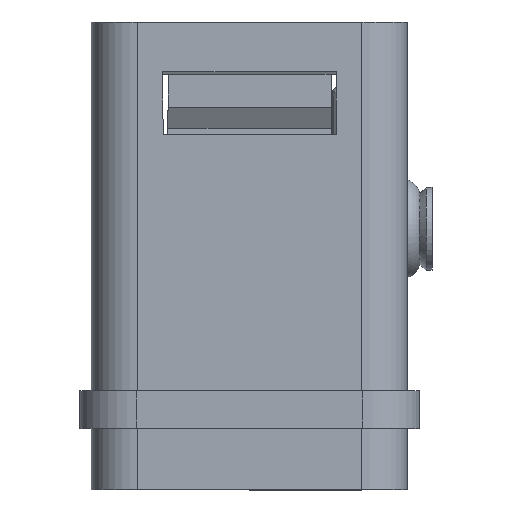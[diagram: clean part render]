
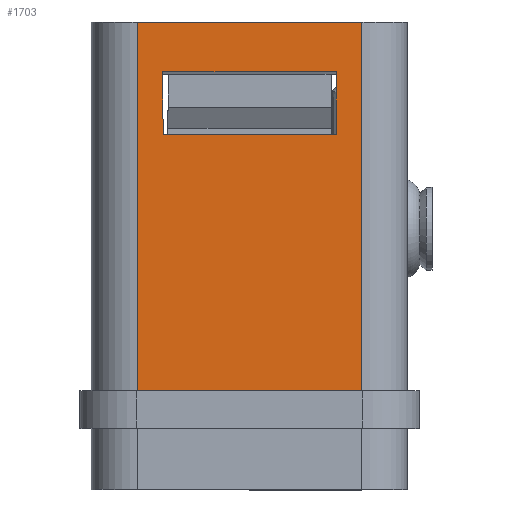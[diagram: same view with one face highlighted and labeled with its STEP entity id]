
A CAD part, top view. The second image highlights one B-rep face of the part: STEP entity #1703.
In plain terms, the highlighted planar face has unit normal (0, 0, 1).
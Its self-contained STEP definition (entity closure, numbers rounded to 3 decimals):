
#1703=ADVANCED_FACE('',(#6272,#6273),#2596,.T.);
#2596=PLANE('',#19608);
#3381=LINE('',#28814,#4623);
#3399=LINE('',#28913,#4641);
#3541=LINE('',#29438,#4783);
#3542=LINE('',#29444,#4784);
#3543=LINE('',#29446,#4785);
#3544=LINE('',#29448,#4786);
#4623=VECTOR('',#21415,1.);
#4641=VECTOR('',#21473,1.);
#4783=VECTOR('',#21841,1.);
#4784=VECTOR('',#21842,1.);
#4785=VECTOR('',#21843,1.);
#4786=VECTOR('',#21844,1.);
#6272=FACE_BOUND('',#6745,.T.);
#6273=FACE_BOUND('',#6746,.T.);
#6745=EDGE_LOOP('',(#9275,#9276,#9277,#9278));
#6746=EDGE_LOOP('',(#9279,#9280,#9281,#9282));
#9275=ORIENTED_EDGE('',*,*,#15977,.T.);
#9276=ORIENTED_EDGE('',*,*,#16221,.F.);
#9277=ORIENTED_EDGE('',*,*,#16223,.T.);
#9278=ORIENTED_EDGE('',*,*,#16224,.F.);
#9279=ORIENTED_EDGE('',*,*,#16012,.T.);
#9280=ORIENTED_EDGE('',*,*,#16225,.T.);
#9281=ORIENTED_EDGE('',*,*,#16226,.T.);
#9282=ORIENTED_EDGE('',*,*,#16227,.T.);
#13971=VERTEX_POINT('',#28805);
#13974=VERTEX_POINT('',#28813);
#14005=VERTEX_POINT('',#28912);
#14006=VERTEX_POINT('',#28914);
#14145=VERTEX_POINT('',#29431);
#14146=VERTEX_POINT('',#29439);
#14147=VERTEX_POINT('',#29445);
#14148=VERTEX_POINT('',#29447);
#15977=EDGE_CURVE('',#13971,#13974,#3381,.T.);
#16012=EDGE_CURVE('',#14006,#14005,#3399,.T.);
#16221=EDGE_CURVE('',#14145,#13974,#18273,.T.);
#16223=EDGE_CURVE('',#14145,#14146,#3541,.T.);
#16224=EDGE_CURVE('',#13971,#14146,#18274,.T.);
#16225=EDGE_CURVE('',#14005,#14147,#3542,.T.);
#16226=EDGE_CURVE('',#14147,#14148,#3543,.T.);
#16227=EDGE_CURVE('',#14148,#14006,#3544,.T.);
#18273=B_SPLINE_CURVE_WITH_KNOTS('',3,(#29432,#29433,#29434,#29435),
 .UNSPECIFIED.,.F.,.F.,(4,4),(0.,1.),.UNSPECIFIED.);
#18274=B_SPLINE_CURVE_WITH_KNOTS('',3,(#29440,#29441,#29442,#29443),
 .UNSPECIFIED.,.F.,.F.,(4,4),(0.,1.),.UNSPECIFIED.);
#19608=AXIS2_PLACEMENT_3D('',#29449,#21845,#21846);
#21415=DIRECTION('',(1.,0.,0.));
#21473=DIRECTION('',(0.,1.,0.));
#21841=DIRECTION('',(-1.,0.,0.));
#21842=DIRECTION('',(-1.,0.,0.));
#21843=DIRECTION('',(0.,-1.,0.));
#21844=DIRECTION('',(1.,0.,0.));
#21845=DIRECTION('',(0.,0.,1.));
#21846=DIRECTION('',(1.,0.,0.));
#28805=CARTESIAN_POINT('',(-5.764,27.701,10.5));
#28813=CARTESIAN_POINT('',(5.764,27.701,10.5));
#28814=CARTESIAN_POINT('',(-5.764,27.701,10.5));
#28912=CARTESIAN_POINT('',(7.434,31.,10.5));
#28913=CARTESIAN_POINT('',(7.434,6.55,10.5));
#28914=CARTESIAN_POINT('',(7.434,6.55,10.5));
#29431=CARTESIAN_POINT('',(5.742,23.55,10.5));
#29432=CARTESIAN_POINT('',(5.742,23.55,10.5));
#29433=CARTESIAN_POINT('',(5.749,24.934,10.5));
#29434=CARTESIAN_POINT('',(5.757,26.318,10.5));
#29435=CARTESIAN_POINT('',(5.764,27.701,10.5));
#29438=CARTESIAN_POINT('',(5.742,23.55,10.5));
#29439=CARTESIAN_POINT('',(-5.742,23.55,10.5));
#29440=CARTESIAN_POINT('',(-5.764,27.701,10.5));
#29441=CARTESIAN_POINT('',(-5.757,26.318,10.5));
#29442=CARTESIAN_POINT('',(-5.749,24.934,10.5));
#29443=CARTESIAN_POINT('',(-5.742,23.55,10.5));
#29444=CARTESIAN_POINT('',(7.434,31.,10.5));
#29445=CARTESIAN_POINT('',(-7.434,31.,10.5));
#29446=CARTESIAN_POINT('',(-7.434,31.,10.5));
#29447=CARTESIAN_POINT('',(-7.434,6.55,10.5));
#29448=CARTESIAN_POINT('',(-7.434,6.55,10.5));
#29449=CARTESIAN_POINT('',(0.,18.725,10.5));
